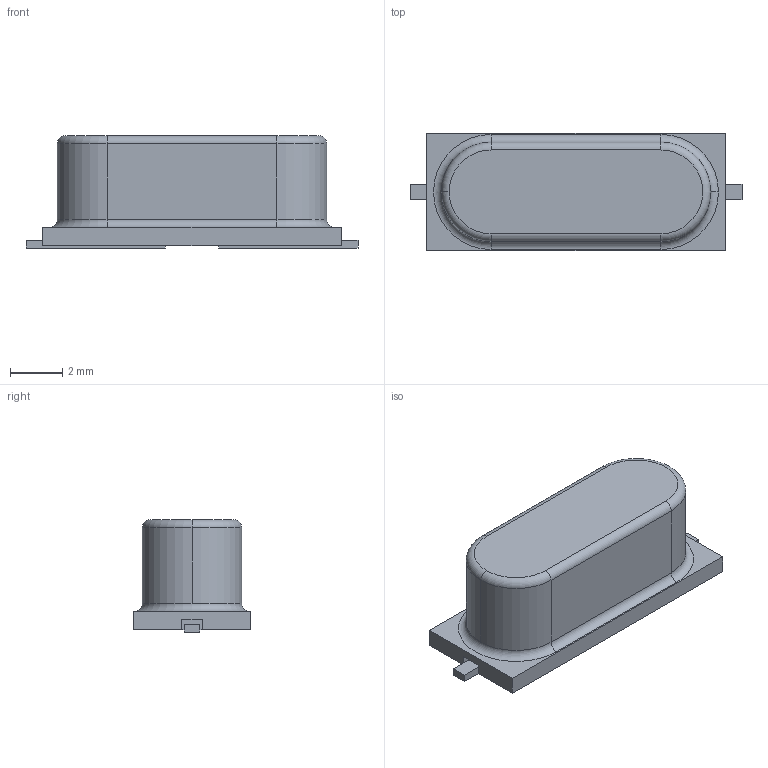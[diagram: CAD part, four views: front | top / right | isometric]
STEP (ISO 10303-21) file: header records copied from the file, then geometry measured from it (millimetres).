
FILE_DESCRIPTION (( 'STEP AP214' ), '1' );
FILE_NAME ('HC-49S_L11.4-W4.5-LS12.7.STEP', '2021-09-22T15:48:40', ( '' ), ( '' ), 'SwSTEP 2.0', 'SolidWorks 2018', '' );
FILE_SCHEMA (( 'AUTOMOTIVE_DESIGN' ));
Length unit declared in the file: millimetre
Products named in the file (1): HC-49S_L11.4-W4.5-LS12.7
Bounding box: 12.7 x 4.5 x 4.3 mm (x, y, z)
Volume: 161 mm3; surface area: 233.8 mm2
Topology: 1 solids, 1 shells, 102 faces, 263 edges, 171 vertices
Faces by surface type: plane 73, bspline 16, cylinder 7, torus 6
Entity records: 4420 total; most frequent: CARTESIAN_POINT 1593, ORIENTED_EDGE 526, DIRECTION 428, EDGE_CURVE 263, VECTOR 208, LINE 208, VERTEX_POINT 171, AXIS2_PLACEMENT_3D 110
